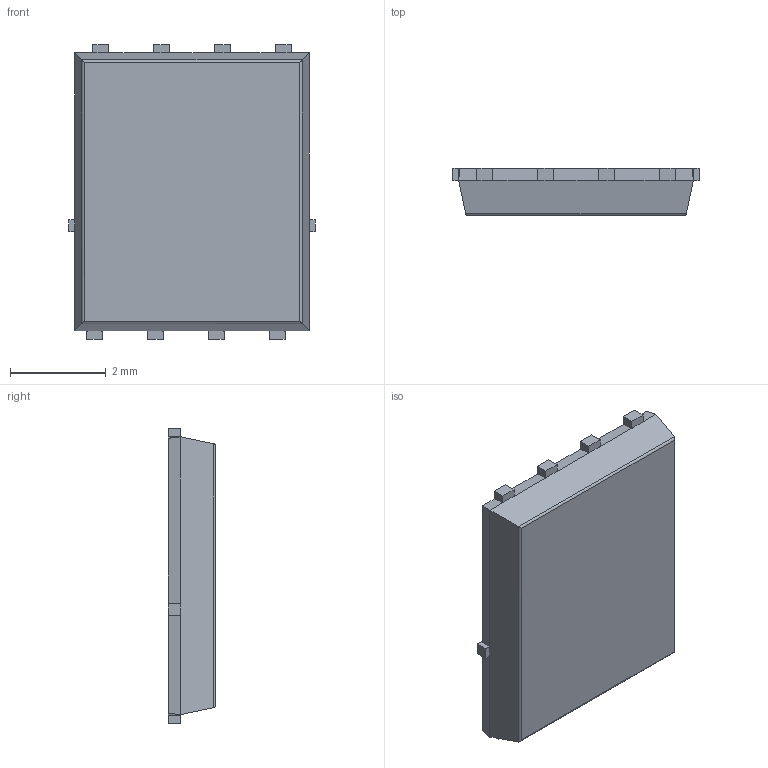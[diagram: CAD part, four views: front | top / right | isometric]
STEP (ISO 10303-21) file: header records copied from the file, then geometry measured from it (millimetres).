
FILE_DESCRIPTION(/* description */ ('Unknown'),/* implementation_level */ '2;1');
FILE_NAME(/* name */ 'PowerDI5060-8L K',/* time_stamp */ '2022-12-13T15:26:12+08:00',/* author */ ('Unknown'),/* organization */ ('Unknown'),/* preprocessor_version */ 'ST-DEVELOPER v18.102',/* originating_system */ 'Solid Edge',/* authorisation */ 'Unknown');
FILE_SCHEMA (('AUTOMOTIVE_DESIGN {1 0 10303 214 3 1 1}'));
Length unit declared in the file: millimetre
Products named in the file (4): PowerDI5060-8L K; Compound01; LDF01; LDF02
Assembly tree (3 placements, depth 2):
  PowerDI5060-8L K
    Compound01
    LDF01
    LDF02
Bounding box: 5.15 x 0.99 x 6.15 mm (x, y, z)
Volume: 26.9 mm3; surface area: 148.3 mm2
Topology: 4 solids, 4 shells, 318 faces, 914 edges, 600 vertices
Faces by surface type: plane 314, cylinder 4
Entity records: 11387 total; most frequent: CARTESIAN_POINT 1836, ORIENTED_EDGE 1828, DIRECTION 1562, EDGE_CURVE 914, LINE 910, VECTOR 910, VERTEX_POINT 600, AXIS2_PLACEMENT_3D 326
